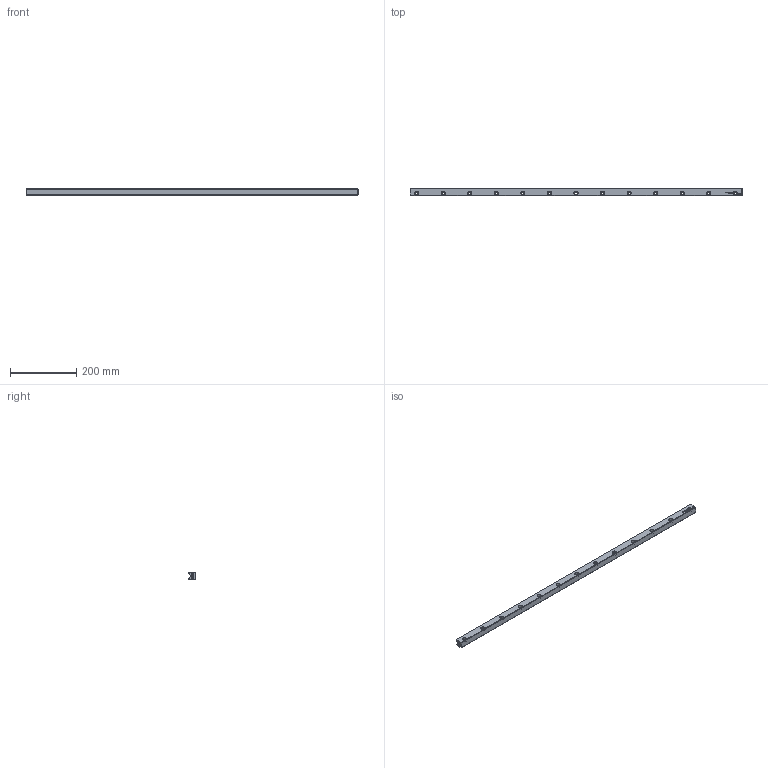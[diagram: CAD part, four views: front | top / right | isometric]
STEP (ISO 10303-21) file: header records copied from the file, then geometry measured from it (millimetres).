
FILE_DESCRIPTION(/* description */ (''),/* implementation_level */ '2;1');
FILE_NAME(/* name */ 'Rail M-4020x1000.stp',/* time_stamp */ '2025-01-27T08:06:16+01:00',/* author */ (''),/* organization */ (''),/* preprocessor_version */ 'ST-DEVELOPER v16.7',/* originating_system */ 'SIEMENS PLM Software NX 12.0',/* authorisation */ '');
FILE_SCHEMA (('AUTOMOTIVE_DESIGN { 1 0 10303 214 3 1 1 1 }'));
Length unit declared in the file: millimetre
Products named in the file (1): Rail M-4020x1000_step_stp
Bounding box: 1000 x 22.5 x 20 mm (x, y, z)
Volume: 349623.3 mm3; surface area: 99264.9 mm2
Topology: 1 solids, 1 shells, 394 faces, 1070 edges, 707 vertices
Faces by surface type: plane 238, bspline 90, cone 34, cylinder 32
Full cylindrical faces by diameter (mm): 4.2 x4, 7.5 x13, 11.5 x13
Entity records: 14385 total; most frequent: CARTESIAN_POINT 3433, ORIENTED_EDGE 1948, DIRECTION 1477, EDGE_CURVE 974, LINE 679, VECTOR 679, VERTEX_POINT 675, EDGE_LOOP 515
